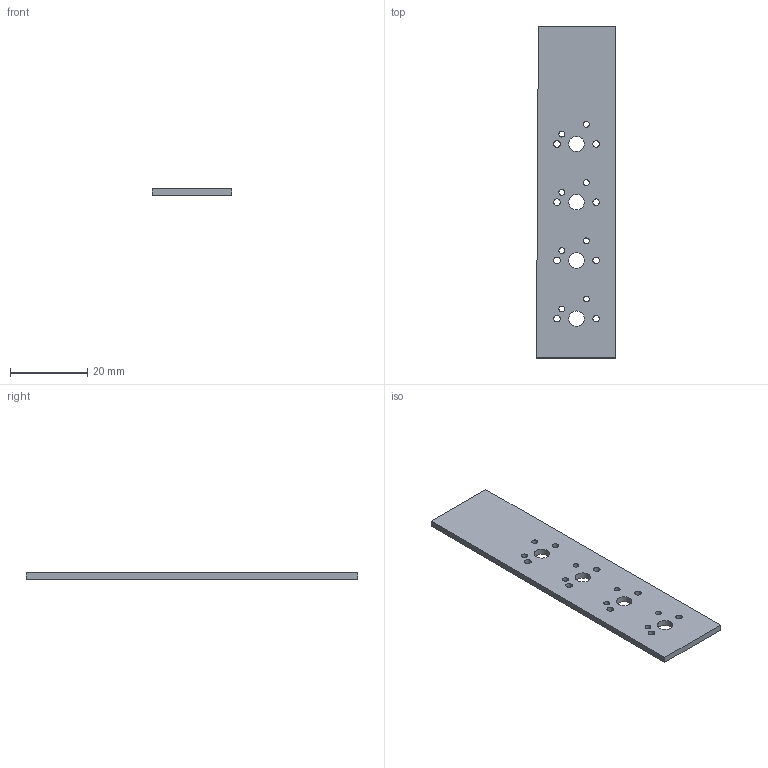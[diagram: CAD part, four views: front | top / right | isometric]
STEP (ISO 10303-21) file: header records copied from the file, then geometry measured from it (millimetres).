
FILE_DESCRIPTION(('KiCad electronic assembly'),'2;1');
FILE_NAME('MacroPadPCB.step','2025-02-04T16:49:18',('Pcbnew'),('Kicad'), 'Open CASCADE STEP processor 7.8','KiCad to STEP converter','Unknown' );
FILE_SCHEMA(('AUTOMOTIVE_DESIGN { 1 0 10303 214 1 1 1 1 }'));
Length unit declared in the file: millimetre
Products named in the file (2): MacroPadPCB 1; MacroPadPCB_PCB
Assembly tree (1 placements, depth 2):
  MacroPadPCB 1
    MacroPadPCB_PCB
Bounding box: 20.5 x 86 x 1.6 mm (x, y, z)
Volume: 2654.3 mm3; surface area: 3867 mm2
Topology: 1 solids, 1 shells, 26 faces, 72 edges, 48 vertices
Faces by surface type: cylinder 20, plane 6
Full cylindrical faces by diameter (mm): 1.5 x8, 1.7 x8, 4 x4
Entity records: 973 total; most frequent: DIRECTION 168, CARTESIAN_POINT 148, ORIENTED_EDGE 144, EDGE_CURVE 72, AXIS2_PLACEMENT_3D 68, FACE_BOUND 66, EDGE_LOOP 66, VERTEX_POINT 48
